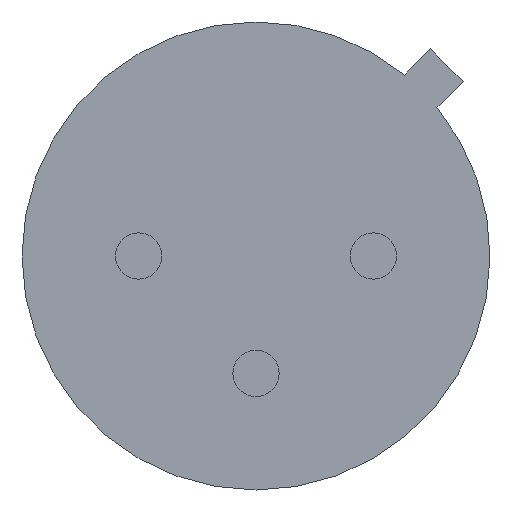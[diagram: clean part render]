
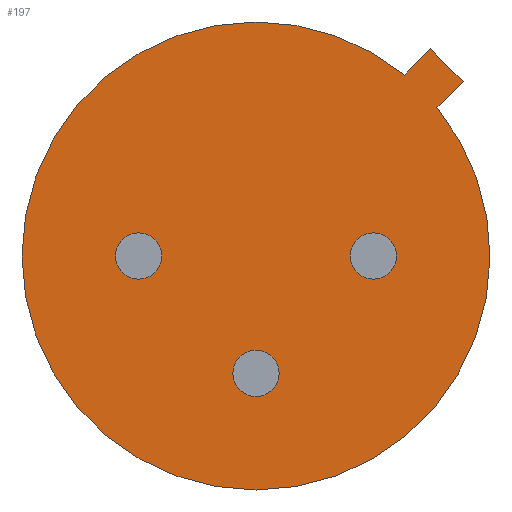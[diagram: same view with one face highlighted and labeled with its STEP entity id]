
A CAD part, front view. The second image highlights one B-rep face of the part: STEP entity #197.
In plain terms, the highlighted planar face has unit normal (0, -1, 0).
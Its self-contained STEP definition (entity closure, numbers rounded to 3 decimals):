
#21 = DIRECTION ( 'NONE',  ( 0., 0., 1. ) ) ;
#22 = DIRECTION ( 'NONE',  ( 0., -1., 0. ) ) ;
#23 = CARTESIAN_POINT ( 'NONE',  ( -5.08, 4.06, 0. ) ) ;
#24 = AXIS2_PLACEMENT_3D ( 'NONE', #23, #22, #21 ) ;
#25 = CIRCLE ( 'NONE', #24, 0.5 ) ;
#26 = DIRECTION ( 'NONE',  ( 0., 0., 1. ) ) ;
#27 = DIRECTION ( 'NONE',  ( 0., -1., 0. ) ) ;
#28 = CARTESIAN_POINT ( 'NONE',  ( 0., 4.06, 0. ) ) ;
#29 = AXIS2_PLACEMENT_3D ( 'NONE', #28, #27, #26 ) ;
#30 = CIRCLE ( 'NONE', #29, 0.5 ) ;
#86 = VERTEX_POINT ( 'NONE', #326 ) ;
#88 = EDGE_CURVE ( 'NONE', #86, #208, #324, .T. ) ;
#97 = VERTEX_POINT ( 'NONE', #357 ) ;
#99 = EDGE_CURVE ( 'NONE', #97, #100, #356, .T. ) ;
#100 = VERTEX_POINT ( 'NONE', #351 ) ;
#143 = ORIENTED_EDGE ( 'NONE', *, *, #99, .F. ) ;
#144 = EDGE_LOOP ( 'NONE', ( #245, #242, #237, #241, #239, #243 ) ) ;
#145 = ORIENTED_EDGE ( 'NONE', *, *, #289, .F. ) ;
#183 = VERTEX_POINT ( 'NONE', #660 ) ;
#185 = EDGE_CURVE ( 'NONE', #183, #186, #658, .T. ) ;
#186 = VERTEX_POINT ( 'NONE', #653 ) ;
#191 = EDGE_CURVE ( 'NONE', #192, #86, #636, .T. ) ;
#192 = VERTEX_POINT ( 'NONE', #627 ) ;
#197 = ADVANCED_FACE ( 'NONE', ( #609, #603, #602, #601 ), #600, .F. ) ;
#198 = EDGE_LOOP ( 'NONE', ( #145, #290 ) ) ;
#208 = VERTEX_POINT ( 'NONE', #705 ) ;
#234 = VERTEX_POINT ( 'NONE', #776 ) ;
#235 = EDGE_CURVE ( 'NONE', #208, #234, #775, .T. ) ;
#236 = VERTEX_POINT ( 'NONE', #743 ) ;
#237 = ORIENTED_EDGE ( 'NONE', *, *, #88, .T. ) ;
#238 = VERTEX_POINT ( 'NONE', #742 ) ;
#239 = ORIENTED_EDGE ( 'NONE', *, *, #244, .T. ) ;
#240 = EDGE_CURVE ( 'NONE', #236, #192, #741, .T. ) ;
#241 = ORIENTED_EDGE ( 'NONE', *, *, #235, .T. ) ;
#242 = ORIENTED_EDGE ( 'NONE', *, *, #191, .T. ) ;
#243 = ORIENTED_EDGE ( 'NONE', *, *, #259, .T. ) ;
#244 = EDGE_CURVE ( 'NONE', #234, #238, #737, .T. ) ;
#245 = ORIENTED_EDGE ( 'NONE', *, *, #240, .T. ) ;
#246 = EDGE_LOOP ( 'NONE', ( #291, #293 ) ) ;
#249 = VERTEX_POINT ( 'NONE', #759 ) ;
#251 = EDGE_CURVE ( 'NONE', #249, #252, #758, .T. ) ;
#252 = VERTEX_POINT ( 'NONE', #753 ) ;
#259 = EDGE_CURVE ( 'NONE', #238, #236, #815, .T. ) ;
#289 = EDGE_CURVE ( 'NONE', #186, #183, #722, .T. ) ;
#290 = ORIENTED_EDGE ( 'NONE', *, *, #185, .F. ) ;
#291 = ORIENTED_EDGE ( 'NONE', *, *, #292, .F. ) ;
#292 = EDGE_CURVE ( 'NONE', #252, #249, #30, .T. ) ;
#293 = ORIENTED_EDGE ( 'NONE', *, *, #251, .F. ) ;
#294 = EDGE_LOOP ( 'NONE', ( #295, #143 ) ) ;
#295 = ORIENTED_EDGE ( 'NONE', *, *, #296, .F. ) ;
#296 = EDGE_CURVE ( 'NONE', #100, #97, #25, .T. ) ;
#320 = DIRECTION ( 'NONE',  ( 0., 0., -1. ) ) ;
#321 = DIRECTION ( 'NONE',  ( 0., -1., 0. ) ) ;
#322 = CARTESIAN_POINT ( 'NONE',  ( -2.54, 4.06, 0. ) ) ;
#323 = AXIS2_PLACEMENT_3D ( 'NONE', #322, #321, #320 ) ;
#324 = CIRCLE ( 'NONE', #323, 5.065 ) ;
#326 = CARTESIAN_POINT ( 'NONE',  ( -2.54, 4.06, 5.065 ) ) ;
#351 = CARTESIAN_POINT ( 'NONE',  ( -5.08, 4.06, 0.5 ) ) ;
#352 = DIRECTION ( 'NONE',  ( 0., 0., 1. ) ) ;
#353 = DIRECTION ( 'NONE',  ( 0., -1., 0. ) ) ;
#354 = CARTESIAN_POINT ( 'NONE',  ( -5.08, 4.06, 0. ) ) ;
#355 = AXIS2_PLACEMENT_3D ( 'NONE', #354, #353, #352 ) ;
#356 = CIRCLE ( 'NONE', #355, 0.5 ) ;
#357 = CARTESIAN_POINT ( 'NONE',  ( -5.08, 4.06, -0.5 ) ) ;
#593 = DIRECTION ( 'NONE',  ( 0., 0., 1. ) ) ;
#594 = DIRECTION ( 'NONE',  ( 0., 1., 0. ) ) ;
#595 = AXIS2_PLACEMENT_3D ( 'NONE', #599, #594, #593 ) ;
#599 = CARTESIAN_POINT ( 'NONE',  ( -2.54, 4.06, 0. ) ) ;
#600 = PLANE ( 'NONE',  #595 ) ;
#601 = FACE_OUTER_BOUND ( 'NONE', #144, .T. ) ;
#602 = FACE_BOUND ( 'NONE', #294, .T. ) ;
#603 = FACE_BOUND ( 'NONE', #246, .T. ) ;
#609 = FACE_BOUND ( 'NONE', #198, .T. ) ;
#627 = CARTESIAN_POINT ( 'NONE',  ( 0.67, 4.06, 3.918 ) ) ;
#628 = DIRECTION ( 'NONE',  ( 0., 0., -1. ) ) ;
#629 = DIRECTION ( 'NONE',  ( 0., -1., 0. ) ) ;
#630 = CARTESIAN_POINT ( 'NONE',  ( -2.54, 4.06, 0. ) ) ;
#631 = AXIS2_PLACEMENT_3D ( 'NONE', #630, #629, #628 ) ;
#636 = CIRCLE ( 'NONE', #631, 5.065 ) ;
#653 = CARTESIAN_POINT ( 'NONE',  ( -2.54, 4.06, -2.04 ) ) ;
#654 = DIRECTION ( 'NONE',  ( 0., 0., 1. ) ) ;
#655 = DIRECTION ( 'NONE',  ( 0., -1., 0. ) ) ;
#656 = CARTESIAN_POINT ( 'NONE',  ( -2.54, 4.06, -2.54 ) ) ;
#657 = AXIS2_PLACEMENT_3D ( 'NONE', #656, #655, #654 ) ;
#658 = CIRCLE ( 'NONE', #657, 0.5 ) ;
#660 = CARTESIAN_POINT ( 'NONE',  ( -2.54, 4.06, -3.04 ) ) ;
#705 = CARTESIAN_POINT ( 'NONE',  ( -2.54, 4.06, -5.065 ) ) ;
#715 = DIRECTION ( 'NONE',  ( 0., 0., 1. ) ) ;
#716 = DIRECTION ( 'NONE',  ( 0., -1., 0. ) ) ;
#717 = CARTESIAN_POINT ( 'NONE',  ( -2.54, 4.06, -2.54 ) ) ;
#718 = AXIS2_PLACEMENT_3D ( 'NONE', #717, #716, #715 ) ;
#722 = CIRCLE ( 'NONE', #718, 0.5 ) ;
#734 = DIRECTION ( 'NONE',  ( 0.707, 0., 0.707 ) ) ;
#735 = VECTOR ( 'NONE', #734, 1000. ) ;
#736 = CARTESIAN_POINT ( 'NONE',  ( 1.943, 4.06, 3.776 ) ) ;
#737 = LINE ( 'NONE', #736, #735 ) ;
#738 = DIRECTION ( 'NONE',  ( -0.707, 0., -0.707 ) ) ;
#739 = VECTOR ( 'NONE', #738, 1000. ) ;
#740 = CARTESIAN_POINT ( 'NONE',  ( 1.236, 4.06, 4.483 ) ) ;
#741 = LINE ( 'NONE', #740, #739 ) ;
#742 = CARTESIAN_POINT ( 'NONE',  ( 1.943, 4.06, 3.776 ) ) ;
#743 = CARTESIAN_POINT ( 'NONE',  ( 1.236, 4.06, 4.483 ) ) ;
#744 = DIRECTION ( 'NONE',  ( 0., 0., -1. ) ) ;
#753 = CARTESIAN_POINT ( 'NONE',  ( 0., 4.06, 0.5 ) ) ;
#754 = DIRECTION ( 'NONE',  ( 0., 0., 1. ) ) ;
#755 = DIRECTION ( 'NONE',  ( 0., -1., 0. ) ) ;
#756 = CARTESIAN_POINT ( 'NONE',  ( 0., 4.06, 0. ) ) ;
#757 = AXIS2_PLACEMENT_3D ( 'NONE', #756, #755, #754 ) ;
#758 = CIRCLE ( 'NONE', #757, 0.5 ) ;
#759 = CARTESIAN_POINT ( 'NONE',  ( 0., 4.06, -0.5 ) ) ;
#772 = DIRECTION ( 'NONE',  ( 0., -1., 0. ) ) ;
#773 = CARTESIAN_POINT ( 'NONE',  ( -2.54, 4.06, 0. ) ) ;
#774 = AXIS2_PLACEMENT_3D ( 'NONE', #773, #772, #744 ) ;
#775 = CIRCLE ( 'NONE', #774, 5.065 ) ;
#776 = CARTESIAN_POINT ( 'NONE',  ( 1.378, 4.06, 3.21 ) ) ;
#812 = DIRECTION ( 'NONE',  ( -0.707, 0., 0.707 ) ) ;
#813 = VECTOR ( 'NONE', #812, 1000. ) ;
#814 = CARTESIAN_POINT ( 'NONE',  ( 1.236, 4.06, 4.483 ) ) ;
#815 = LINE ( 'NONE', #814, #813 ) ;
